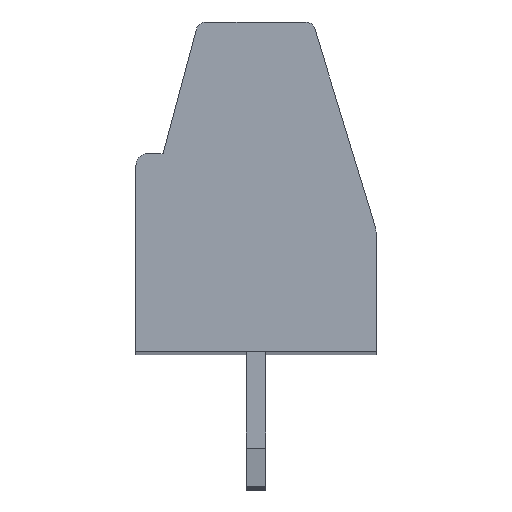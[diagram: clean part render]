
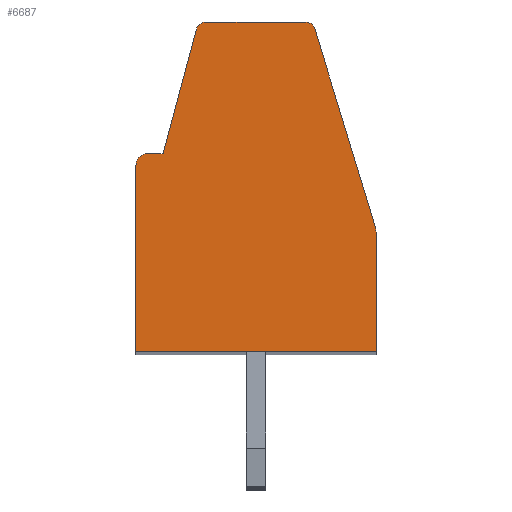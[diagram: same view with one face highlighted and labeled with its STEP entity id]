
A CAD part, top view. The second image highlights one B-rep face of the part: STEP entity #6687.
In plain terms, the highlighted planar face has unit normal (0, 0, 1).
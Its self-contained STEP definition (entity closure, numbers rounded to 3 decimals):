
#14=DIRECTION('',(0.,-1.,0.));
#15=VECTOR('',#14,3.075);
#16=CARTESIAN_POINT('',(3.1,3.075,47.22));
#17=LINE('',#16,#15);
#18=DIRECTION('',(0.,1.,0.));
#19=VECTOR('',#18,4.8);
#20=CARTESIAN_POINT('',(-3.1,0.,47.22));
#21=LINE('',#20,#19);
#22=CARTESIAN_POINT('',(-2.8,4.8,47.22));
#23=DIRECTION('',(0.,0.,-1.));
#24=DIRECTION('',(-1.,0.,0.));
#25=AXIS2_PLACEMENT_3D('',#22,#23,#24);
#27=DIRECTION('',(1.,0.,0.));
#28=VECTOR('',#27,0.4);
#29=CARTESIAN_POINT('',(-2.8,5.1,47.22));
#30=LINE('',#29,#28);
#31=DIRECTION('',(0.259,0.966,0.));
#32=VECTOR('',#31,3.328);
#33=CARTESIAN_POINT('',(-2.4,5.1,47.22));
#34=LINE('',#33,#32);
#35=CARTESIAN_POINT('',(-1.297,8.25,47.22));
#36=DIRECTION('',(0.,0.,-1.));
#37=DIRECTION('',(-0.966,0.259,0.));
#38=AXIS2_PLACEMENT_3D('',#35,#36,#37);
#40=CARTESIAN_POINT('',(1.279,8.25,47.22));
#41=DIRECTION('',(0.,0.,-1.));
#42=DIRECTION('',(-0.001,1.,0.));
#43=AXIS2_PLACEMENT_3D('',#40,#41,#42);
#45=DIRECTION('',(0.292,-0.956,0.));
#46=VECTOR('',#45,5.335);
#47=CARTESIAN_POINT('',(1.518,8.323,47.22));
#48=LINE('',#47,#46);
#49=CARTESIAN_POINT('',(2.6,3.075,47.22));
#50=DIRECTION('',(0.,0.,-1.));
#51=DIRECTION('',(0.956,0.292,0.));
#52=AXIS2_PLACEMENT_3D('',#49,#50,#51);
#80=DIRECTION('',(-1.,0.,0.));
#81=VECTOR('',#80,2.576);
#82=CARTESIAN_POINT('',(1.279,8.5,47.22));
#83=LINE('',#82,#81);
#682=DIRECTION('',(1.,0.,0.));
#683=VECTOR('',#682,6.2);
#684=CARTESIAN_POINT('',(-3.1,0.,47.22));
#685=LINE('',#684,#683);
#5094=CARTESIAN_POINT('',(3.1,3.075,47.22));
#5095=CARTESIAN_POINT('',(3.1,0.,47.22));
#5096=VERTEX_POINT('',#5094);
#5097=VERTEX_POINT('',#5095);
#5098=CARTESIAN_POINT('',(3.078,3.221,47.22));
#5099=VERTEX_POINT('',#5098);
#5100=CARTESIAN_POINT('',(1.518,8.323,47.22));
#5101=VERTEX_POINT('',#5100);
#5102=CARTESIAN_POINT('',(1.279,8.5,47.22));
#5103=VERTEX_POINT('',#5102);
#5104=CARTESIAN_POINT('',(-1.538,8.315,47.22));
#5105=CARTESIAN_POINT('',(-1.297,8.5,47.22));
#5106=VERTEX_POINT('',#5104);
#5107=VERTEX_POINT('',#5105);
#5108=CARTESIAN_POINT('',(-2.4,5.1,47.22));
#5109=VERTEX_POINT('',#5108);
#5110=CARTESIAN_POINT('',(-2.8,5.1,47.22));
#5111=VERTEX_POINT('',#5110);
#5112=CARTESIAN_POINT('',(-3.1,4.8,47.22));
#5113=VERTEX_POINT('',#5112);
#5114=CARTESIAN_POINT('',(-3.1,0.,47.22));
#5115=VERTEX_POINT('',#5114);
#6658=CARTESIAN_POINT('',(0.,0.,47.22));
#6659=DIRECTION('',(0.,0.,1.));
#6660=DIRECTION('',(1.,0.,0.));
#6661=AXIS2_PLACEMENT_3D('',#6658,#6659,#6660);
#6662=PLANE('',#6661);
#6664=ORIENTED_EDGE('',*,*,#6663,.T.);
#6666=ORIENTED_EDGE('',*,*,#6665,.F.);
#6668=ORIENTED_EDGE('',*,*,#6667,.T.);
#6670=ORIENTED_EDGE('',*,*,#6669,.T.);
#6672=ORIENTED_EDGE('',*,*,#6671,.T.);
#6674=ORIENTED_EDGE('',*,*,#6673,.T.);
#6676=ORIENTED_EDGE('',*,*,#6675,.T.);
#6678=ORIENTED_EDGE('',*,*,#6677,.F.);
#6680=ORIENTED_EDGE('',*,*,#6679,.T.);
#6682=ORIENTED_EDGE('',*,*,#6681,.T.);
#6684=ORIENTED_EDGE('',*,*,#6683,.T.);
#6685=EDGE_LOOP('',(#6664,#6666,#6668,#6670,#6672,#6674,#6676,#6678,#6680,#6682,
#6684));
#6686=FACE_OUTER_BOUND('',#6685,.F.);
#26=CIRCLE('',#25,0.3);
#39=CIRCLE('',#38,0.25);
#44=CIRCLE('',#43,0.25);
#53=CIRCLE('',#52,0.5);
#6663=EDGE_CURVE('',#5096,#5097,#17,.T.);
#6665=EDGE_CURVE('',#5115,#5097,#685,.T.);
#6667=EDGE_CURVE('',#5115,#5113,#21,.T.);
#6669=EDGE_CURVE('',#5113,#5111,#26,.T.);
#6671=EDGE_CURVE('',#5111,#5109,#30,.T.);
#6673=EDGE_CURVE('',#5109,#5106,#34,.T.);
#6675=EDGE_CURVE('',#5106,#5107,#39,.T.);
#6677=EDGE_CURVE('',#5103,#5107,#83,.T.);
#6679=EDGE_CURVE('',#5103,#5101,#44,.T.);
#6681=EDGE_CURVE('',#5101,#5099,#48,.T.);
#6683=EDGE_CURVE('',#5099,#5096,#53,.T.);
#6687=ADVANCED_FACE('',(#6686),#6662,.T.);
